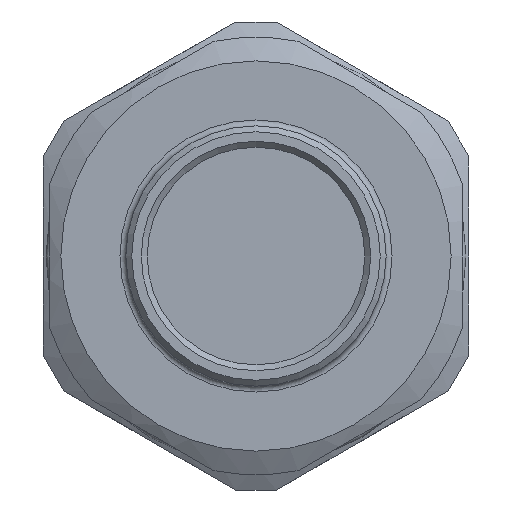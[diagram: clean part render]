
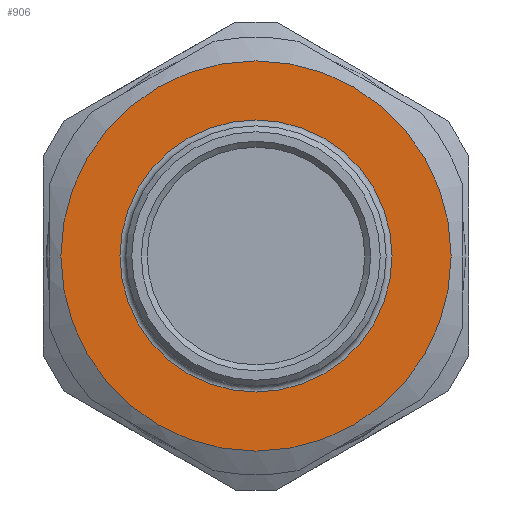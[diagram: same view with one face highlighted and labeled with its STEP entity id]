
A CAD part, front view. The second image highlights one B-rep face of the part: STEP entity #906.
In plain terms, the highlighted planar face has unit normal (0, -1, 0).
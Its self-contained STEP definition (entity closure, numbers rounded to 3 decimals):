
#70=FACE_BOUND('',#189,.T.);
#90=PLANE('',#1010);
#131=FACE_OUTER_BOUND('',#188,.T.);
#188=EDGE_LOOP('',(#715));
#189=EDGE_LOOP('',(#716));
#245=CIRCLE('',#1007,16.5);
#248=CIRCLE('',#1011,11.5);
#397=VERTEX_POINT('',#1700);
#401=VERTEX_POINT('',#1715);
#507=EDGE_CURVE('',#397,#397,#245,.T.);
#512=EDGE_CURVE('',#401,#401,#248,.T.);
#715=ORIENTED_EDGE('',*,*,#507,.F.);
#716=ORIENTED_EDGE('',*,*,#512,.T.);
#906=ADVANCED_FACE('',(#131,#70),#90,.T.);
#1007=AXIS2_PLACEMENT_3D('',#1702,#1183,#1184);
#1010=AXIS2_PLACEMENT_3D('',#1714,#1189,#1190);
#1011=AXIS2_PLACEMENT_3D('',#1716,#1191,#1192);
#1183=DIRECTION('center_axis',(0.,1.,0.));
#1184=DIRECTION('ref_axis',(-1.,0.,0.));
#1189=DIRECTION('center_axis',(0.,-1.,0.));
#1190=DIRECTION('ref_axis',(0.,0.,
-1.));
#1191=DIRECTION('center_axis',(0.,1.,0.));
#1192=DIRECTION('ref_axis',(-1.,0.,0.));
#1700=CARTESIAN_POINT('',(149.169,74.754,145.99));
#1702=CARTESIAN_POINT('Origin',(132.669,74.754,145.99));
#1714=CARTESIAN_POINT('Origin',(118.669,74.754,145.99));
#1715=CARTESIAN_POINT('',(132.669,74.754,134.49));
#1716=CARTESIAN_POINT('Origin',(132.669,74.754,145.99));
